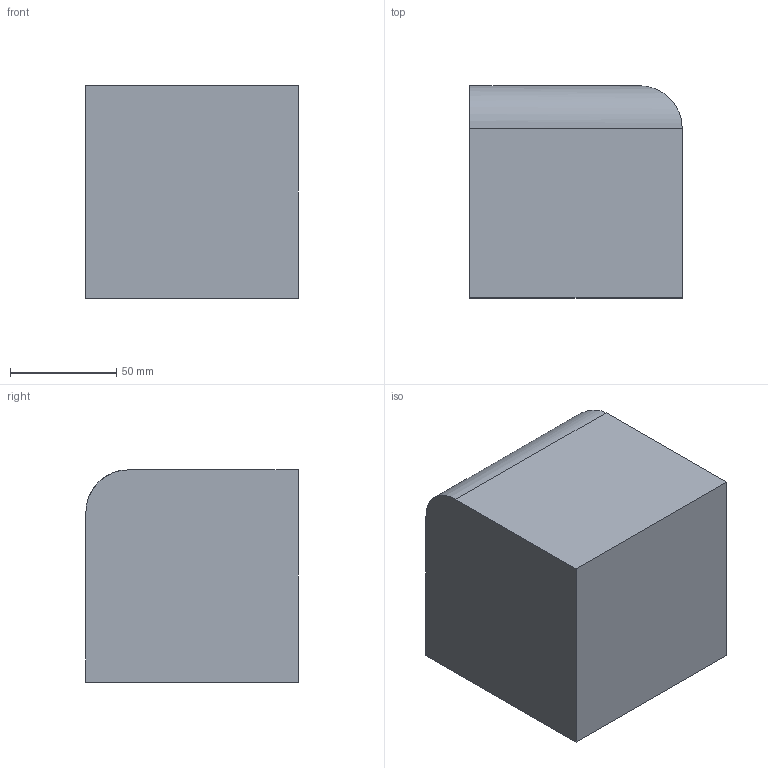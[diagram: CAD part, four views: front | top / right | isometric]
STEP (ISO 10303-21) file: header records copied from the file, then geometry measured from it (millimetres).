
FILE_DESCRIPTION (( 'STEP AP203' ), '1' );
FILE_NAME ('simple_3.STEP', '2024-05-05T17:03:29', ( '' ), ( '' ), 'SwSTEP 2.0', 'SolidWorks 2021', '' );
FILE_SCHEMA (( 'CONFIG_CONTROL_DESIGN' ));
Length unit declared in the file: millimetre
Products named in the file (1): simple_3
Bounding box: 100 x 100 x 100 mm (x, y, z)
Volume: 983598.8 mm3; surface area: 58054.9 mm2
Topology: 1 solids, 1 shells, 8 faces, 17 edges, 11 vertices
Faces by surface type: plane 6, cylinder 2
Entity records: 292 total; most frequent: CARTESIAN_POINT 40, DIRECTION 36, ORIENTED_EDGE 34, EDGE_CURVE 17, VECTOR 14, LINE 14, VERTEX_POINT 11, AXIS2_PLACEMENT_3D 11
